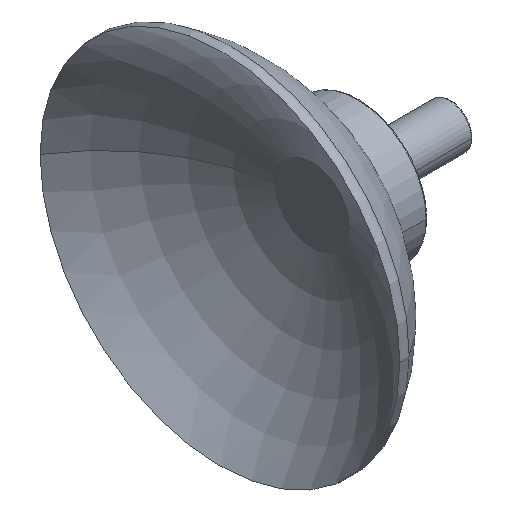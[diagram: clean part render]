
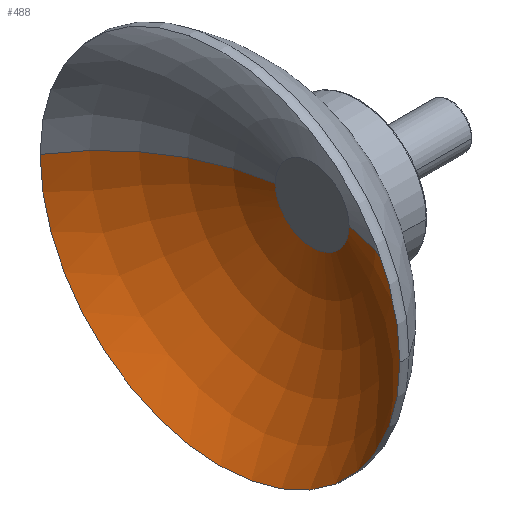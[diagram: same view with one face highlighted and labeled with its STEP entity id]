
A CAD part, isometric view. The second image highlights one B-rep face of the part: STEP entity #488.
In plain terms, the highlighted toroidal (fillet/blend) face has major radius 0.922 mm and minor radius 22 mm.
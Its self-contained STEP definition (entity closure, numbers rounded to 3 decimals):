
#9 = VERTEX_POINT ( 'NONE', #647 ) ;
#34 = DIRECTION ( 'NONE',  ( 0., 1., 0. ) ) ;
#63 = CIRCLE ( 'NONE', #646, 22. ) ;
#82 = AXIS2_PLACEMENT_3D ( 'NONE', #457, #450, #34 ) ;
#122 = CARTESIAN_POINT ( 'NONE',  ( -21.784, 0.922, 0. ) ) ;
#139 = CARTESIAN_POINT ( 'NONE',  ( 0., 4., 0. ) ) ;
#163 = CIRCLE ( 'NONE', #251, 22. ) ;
#180 = EDGE_CURVE ( 'NONE', #9, #813, #163, .T. ) ;
#236 = CARTESIAN_POINT ( 'NONE',  ( -21.784, -0.922, 0. ) ) ;
#243 = ORIENTED_EDGE ( 'NONE', *, *, #537, .T. ) ;
#247 = VERTEX_POINT ( 'NONE', #671 ) ;
#251 = AXIS2_PLACEMENT_3D ( 'NONE', #122, #903, #321 ) ;
#274 = DIRECTION ( 'NONE',  ( 1., 0., 0. ) ) ;
#299 = VERTEX_POINT ( 'NONE', #332 ) ;
#305 = AXIS2_PLACEMENT_3D ( 'NONE', #340, #274, #328 ) ;
#321 = DIRECTION ( 'NONE',  ( -1., 0., 0. ) ) ;
#328 = DIRECTION ( 'NONE',  ( 0., 1., 0. ) ) ;
#332 = CARTESIAN_POINT ( 'NONE',  ( 0., -4., 0. ) ) ;
#340 = CARTESIAN_POINT ( 'NONE',  ( -10., 0., 0. ) ) ;
#372 = DIRECTION ( 'NONE',  ( 0., -1., 0. ) ) ;
#385 = FACE_OUTER_BOUND ( 'NONE', #599, .T. ) ;
#403 = ORIENTED_EDGE ( 'NONE', *, *, #180, .F. ) ;
#432 = CARTESIAN_POINT ( 'NONE',  ( -21.784, 0., 0. ) ) ;
#450 = DIRECTION ( 'NONE',  ( 1., 0., 0. ) ) ;
#457 = CARTESIAN_POINT ( 'NONE',  ( 0., 0., 0. ) ) ;
#480 = CIRCLE ( 'NONE', #82, 4. ) ;
#488 = ADVANCED_FACE ( 'NONE', ( #385 ), #654, .F. ) ;
#505 = DIRECTION ( 'NONE',  ( 0., 0., 1. ) ) ;
#537 = EDGE_CURVE ( 'NONE', #247, #299, #63, .T. ) ;
#588 = ORIENTED_EDGE ( 'NONE', *, *, #619, .T. ) ;
#599 = EDGE_LOOP ( 'NONE', ( #727, #243, #588, #403 ) ) ;
#600 = AXIS2_PLACEMENT_3D ( 'NONE', #432, #649, #792 ) ;
#619 = EDGE_CURVE ( 'NONE', #299, #813, #480, .T. ) ;
#646 = AXIS2_PLACEMENT_3D ( 'NONE', #236, #505, #372 ) ;
#647 = CARTESIAN_POINT ( 'NONE',  ( -10., 19.5, 0. ) ) ;
#649 = DIRECTION ( 'NONE',  ( 1., 0., 0. ) ) ;
#654 = TOROIDAL_SURFACE ( 'NONE', #600, 0.922, 22. ) ;
#671 = CARTESIAN_POINT ( 'NONE',  ( -10., -19.5, 0. ) ) ;
#700 = EDGE_CURVE ( 'NONE', #247, #9, #708, .T. ) ;
#708 = CIRCLE ( 'NONE', #305, 19.5 ) ;
#727 = ORIENTED_EDGE ( 'NONE', *, *, #700, .F. ) ;
#792 = DIRECTION ( 'NONE',  ( 0., 1., 0. ) ) ;
#813 = VERTEX_POINT ( 'NONE', #139 ) ;
#903 = DIRECTION ( 'NONE',  ( 0., 0., -1. ) ) ;
